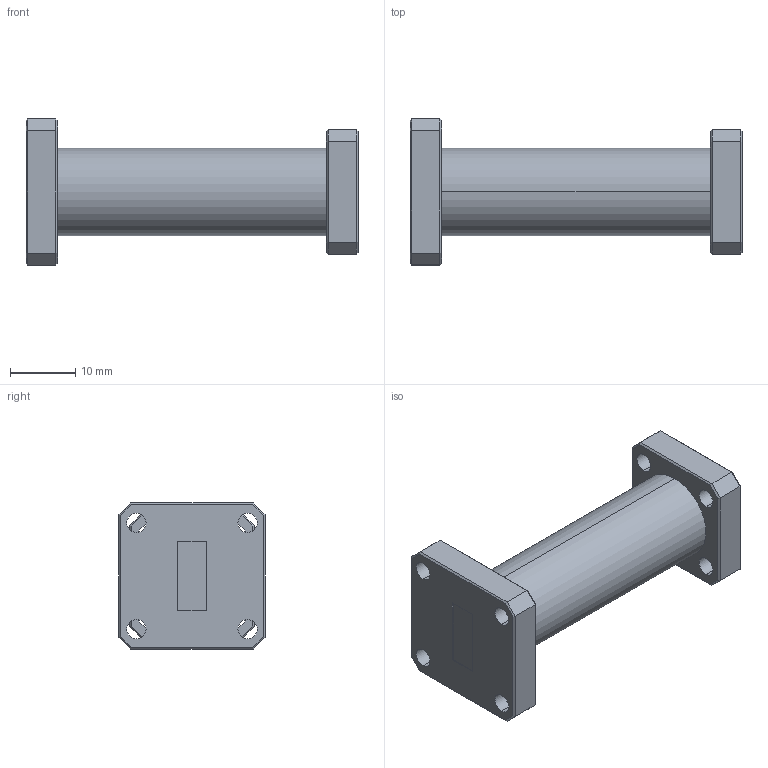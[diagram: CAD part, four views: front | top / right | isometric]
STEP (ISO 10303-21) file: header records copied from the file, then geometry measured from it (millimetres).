
FILE_DESCRIPTION (( 'STEP AP203' ), '1' );
FILE_NAME ('SWT-4228-LB.STEP', '2018-11-20T23:57:48', ( '' ), ( '' ), 'SwSTEP 2.0', 'SolidWorks 2016', '' );
FILE_SCHEMA (( 'CONFIG_CONTROL_DESIGN' ));
Length unit declared in the file: inch
Products named in the file (1): SWT-4228-LB
Bounding box: 50.8 x 22.35 x 22.35 mm (x, y, z)
Volume: 9675.9 mm3; surface area: 4122.4 mm2
Topology: 1 solids, 1 shells, 84 faces, 202 edges, 124 vertices
Faces by surface type: plane 62, cylinder 22
Entity records: 2501 total; most frequent: CARTESIAN_POINT 435, DIRECTION 404, ORIENTED_EDGE 404, EDGE_CURVE 202, VECTOR 154, LINE 154, AXIS2_PLACEMENT_3D 125, VERTEX_POINT 124
